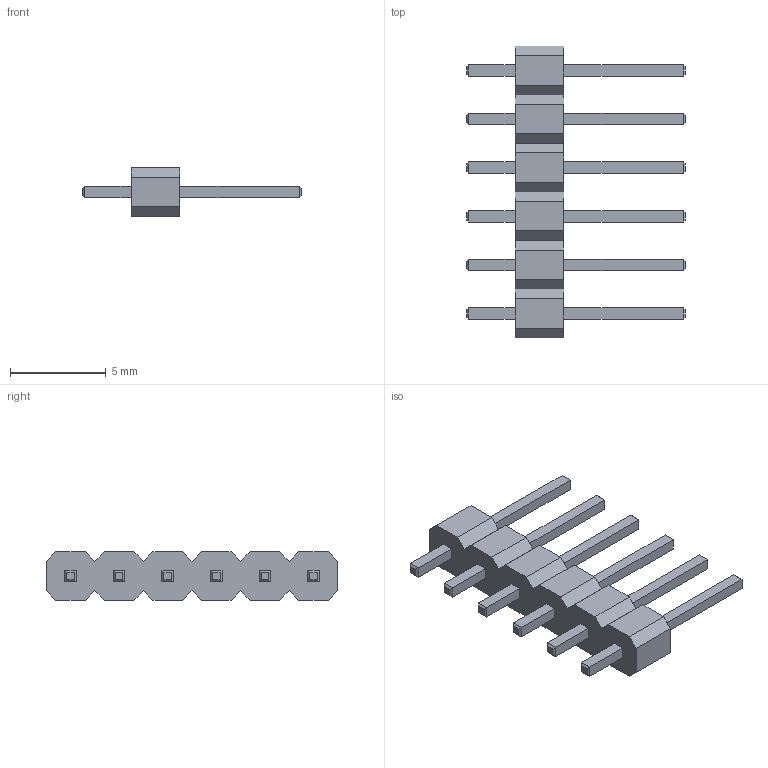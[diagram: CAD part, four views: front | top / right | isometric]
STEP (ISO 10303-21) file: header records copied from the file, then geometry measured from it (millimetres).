
FILE_DESCRIPTION (( 'STEP AP214' ), '1' );
FILE_NAME ('Conn_PLS-6.STEP', '2018-03-09T11:16:36', ( '' ), ( '' ), 'SwSTEP 2.0', 'SolidWorks 2018', '' );
FILE_SCHEMA (( 'AUTOMOTIVE_DESIGN' ));
Length unit declared in the file: millimetre
Products named in the file (1): Conn_PLS-6
Bounding box: 11.44 x 15.24 x 2.54 mm (x, y, z)
Volume: 109.8 mm3; surface area: 295.6 mm2
Topology: 1 solids, 1 shells, 148 faces, 354 edges, 220 vertices
Faces by surface type: plane 148
Entity records: 5785 total; most frequent: CARTESIAN_POINT 723, ORIENTED_EDGE 708, DIRECTION 652, LINE 354, VECTOR 354, EDGE_CURVE 354, VERTEX_POINT 220, EDGE_LOOP 160
